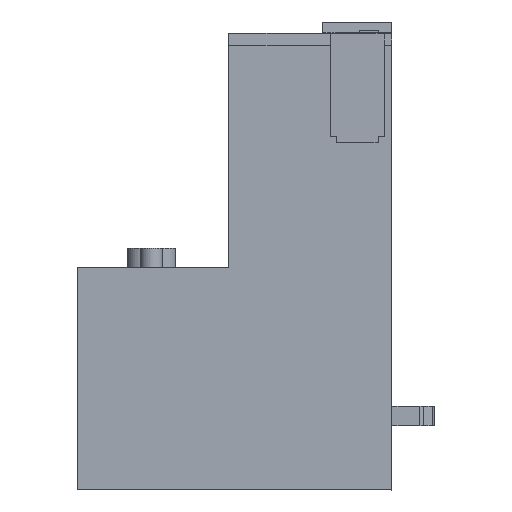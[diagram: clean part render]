
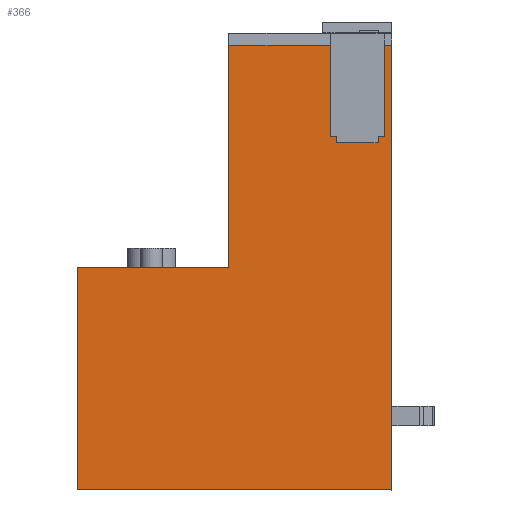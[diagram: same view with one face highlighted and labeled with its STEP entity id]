
A CAD part, front view. The second image highlights one B-rep face of the part: STEP entity #366.
In plain terms, the highlighted planar face has unit normal (0, -1, 0).
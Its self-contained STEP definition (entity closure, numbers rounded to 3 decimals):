
#266=AXIS2_PLACEMENT_3D('Plane Axis2P3D',#263,#264,#265) ;
#56=CARTESIAN_POINT('Vertex',(0.,0.,0.)) ;
#59=CARTESIAN_POINT('Line Origine',(0.,0.,18.383)) ;
#63=CARTESIAN_POINT('Vertex',(0.,0.,36.765)) ;
#247=CARTESIAN_POINT('Vertex',(52.,0.,0.)) ;
#250=CARTESIAN_POINT('Line Origine',(26.,0.,0.)) ;
#263=CARTESIAN_POINT('Axis2P3D Location',(0.,0.,0.)) ;
#268=CARTESIAN_POINT('Line Origine',(41.8,0.,66.033)) ;
#272=CARTESIAN_POINT('Vertex',(41.8,0.,58.5)) ;
#274=CARTESIAN_POINT('Vertex',(41.8,0.,73.566)) ;
#277=CARTESIAN_POINT('Line Origine',(33.4,0.,73.566)) ;
#281=CARTESIAN_POINT('Vertex',(25.,0.,73.566)) ;
#284=CARTESIAN_POINT('Line Origine',(25.,0.,55.166)) ;
#288=CARTESIAN_POINT('Vertex',(25.,0.,36.765)) ;
#291=CARTESIAN_POINT('Line Origine',(12.5,0.,36.765)) ;
#296=CARTESIAN_POINT('Line Origine',(52.,0.,36.783)) ;
#300=CARTESIAN_POINT('Vertex',(52.,0.,73.566)) ;
#303=CARTESIAN_POINT('Line Origine',(51.35,0.,73.566)) ;
#307=CARTESIAN_POINT('Vertex',(50.7,0.,73.566)) ;
#310=CARTESIAN_POINT('Line Origine',(50.7,0.,66.033)) ;
#314=CARTESIAN_POINT('Vertex',(50.7,0.,58.5)) ;
#317=CARTESIAN_POINT('Line Origine',(50.2,0.,58.5)) ;
#321=CARTESIAN_POINT('Vertex',(49.7,0.,58.5)) ;
#324=CARTESIAN_POINT('Line Origine',(49.7,0.,58.)) ;
#328=CARTESIAN_POINT('Vertex',(49.7,0.,57.5)) ;
#331=CARTESIAN_POINT('Line Origine',(46.25,0.,57.5)) ;
#335=CARTESIAN_POINT('Vertex',(42.8,0.,57.5)) ;
#338=CARTESIAN_POINT('Line Origine',(42.8,0.,58.)) ;
#342=CARTESIAN_POINT('Vertex',(42.8,0.,58.5)) ;
#345=CARTESIAN_POINT('Line Origine',(42.3,0.,58.5)) ;
#60=DIRECTION('Vector Direction',(0.,0.,1.)) ;
#251=DIRECTION('Vector Direction',(-1.,0.,0.)) ;
#264=DIRECTION('Axis2P3D Direction',(0.,1.,0.)) ;
#265=DIRECTION('Axis2P3D XDirection',(0.,0.,1.)) ;
#269=DIRECTION('Vector Direction',(0.,0.,1.)) ;
#278=DIRECTION('Vector Direction',(1.,0.,0.)) ;
#285=DIRECTION('Vector Direction',(0.,0.,1.)) ;
#292=DIRECTION('Vector Direction',(1.,0.,0.)) ;
#297=DIRECTION('Vector Direction',(0.,0.,-1.)) ;
#304=DIRECTION('Vector Direction',(1.,0.,0.)) ;
#311=DIRECTION('Vector Direction',(0.,0.,-1.)) ;
#318=DIRECTION('Vector Direction',(-1.,0.,0.)) ;
#325=DIRECTION('Vector Direction',(0.,0.,-1.)) ;
#332=DIRECTION('Vector Direction',(-1.,0.,0.)) ;
#339=DIRECTION('Vector Direction',(0.,0.,1.)) ;
#346=DIRECTION('Vector Direction',(-1.,0.,0.)) ;
#61=VECTOR('Line Direction',#60,1.) ;
#252=VECTOR('Line Direction',#251,1.) ;
#270=VECTOR('Line Direction',#269,1.) ;
#279=VECTOR('Line Direction',#278,1.) ;
#286=VECTOR('Line Direction',#285,1.) ;
#293=VECTOR('Line Direction',#292,1.) ;
#298=VECTOR('Line Direction',#297,1.) ;
#305=VECTOR('Line Direction',#304,1.) ;
#312=VECTOR('Line Direction',#311,1.) ;
#319=VECTOR('Line Direction',#318,1.) ;
#326=VECTOR('Line Direction',#325,1.) ;
#333=VECTOR('Line Direction',#332,1.) ;
#340=VECTOR('Line Direction',#339,1.) ;
#347=VECTOR('Line Direction',#346,1.) ;
#351=ORIENTED_EDGE('',*,*,#276,.T.) ;
#352=ORIENTED_EDGE('',*,*,#283,.F.) ;
#353=ORIENTED_EDGE('',*,*,#290,.F.) ;
#354=ORIENTED_EDGE('',*,*,#295,.F.) ;
#355=ORIENTED_EDGE('',*,*,#65,.F.) ;
#356=ORIENTED_EDGE('',*,*,#254,.F.) ;
#357=ORIENTED_EDGE('',*,*,#302,.F.) ;
#358=ORIENTED_EDGE('',*,*,#309,.F.) ;
#359=ORIENTED_EDGE('',*,*,#316,.T.) ;
#360=ORIENTED_EDGE('',*,*,#323,.T.) ;
#361=ORIENTED_EDGE('',*,*,#330,.T.) ;
#362=ORIENTED_EDGE('',*,*,#337,.T.) ;
#363=ORIENTED_EDGE('',*,*,#344,.T.) ;
#364=ORIENTED_EDGE('',*,*,#349,.T.) ;
#366=ADVANCED_FACE('NAUO1\\_UR20-FBC-D-SUB',(#365),#267,.F.) ;
#65=EDGE_CURVE('',#57,#64,#62,.T.) ;
#254=EDGE_CURVE('',#248,#57,#253,.T.) ;
#276=EDGE_CURVE('',#273,#275,#271,.T.) ;
#283=EDGE_CURVE('',#282,#275,#280,.T.) ;
#290=EDGE_CURVE('',#289,#282,#287,.T.) ;
#295=EDGE_CURVE('',#64,#289,#294,.T.) ;
#302=EDGE_CURVE('',#301,#248,#299,.T.) ;
#309=EDGE_CURVE('',#308,#301,#306,.T.) ;
#316=EDGE_CURVE('',#308,#315,#313,.T.) ;
#323=EDGE_CURVE('',#315,#322,#320,.T.) ;
#330=EDGE_CURVE('',#322,#329,#327,.T.) ;
#337=EDGE_CURVE('',#329,#336,#334,.T.) ;
#344=EDGE_CURVE('',#336,#343,#341,.T.) ;
#349=EDGE_CURVE('',#343,#273,#348,.T.) ;
#350=EDGE_LOOP('',(#351,#352,#353,#354,#355,#356,#357,#358,#359,#360,#361,#362,#363,#364)) ;
#365=FACE_OUTER_BOUND('',#350,.T.) ;
#62=LINE('Line',#59,#61) ;
#253=LINE('Line',#250,#252) ;
#271=LINE('Line',#268,#270) ;
#280=LINE('Line',#277,#279) ;
#287=LINE('Line',#284,#286) ;
#294=LINE('Line',#291,#293) ;
#299=LINE('Line',#296,#298) ;
#306=LINE('Line',#303,#305) ;
#313=LINE('Line',#310,#312) ;
#320=LINE('Line',#317,#319) ;
#327=LINE('Line',#324,#326) ;
#334=LINE('Line',#331,#333) ;
#341=LINE('Line',#338,#340) ;
#348=LINE('Line',#345,#347) ;
#267=PLANE('',#266) ;
#57=VERTEX_POINT('',#56) ;
#64=VERTEX_POINT('',#63) ;
#248=VERTEX_POINT('',#247) ;
#273=VERTEX_POINT('',#272) ;
#275=VERTEX_POINT('',#274) ;
#282=VERTEX_POINT('',#281) ;
#289=VERTEX_POINT('',#288) ;
#301=VERTEX_POINT('',#300) ;
#308=VERTEX_POINT('',#307) ;
#315=VERTEX_POINT('',#314) ;
#322=VERTEX_POINT('',#321) ;
#329=VERTEX_POINT('',#328) ;
#336=VERTEX_POINT('',#335) ;
#343=VERTEX_POINT('',#342) ;
